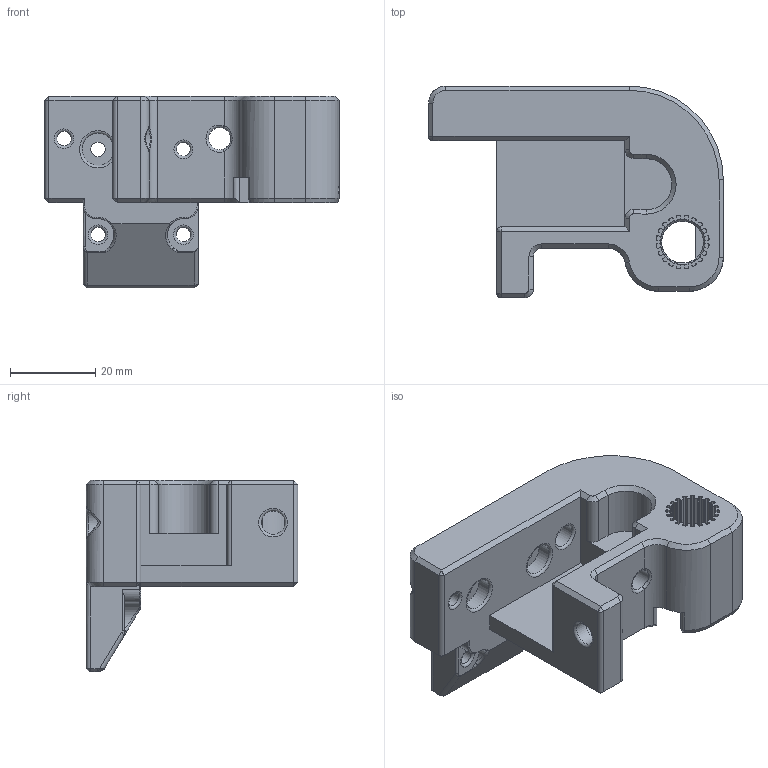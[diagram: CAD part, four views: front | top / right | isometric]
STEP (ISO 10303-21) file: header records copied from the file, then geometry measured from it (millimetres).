
FILE_DESCRIPTION(/* description */ (''),/* implementation_level */ '2;1');
FILE_NAME(/* name */ 'A-Right_Bed_Mount-T.stp',/* time_stamp */ '2021-02-12T13:18:38-08:00',/* author */ (''),/* organization */ (''),/* preprocessor_version */ 'ST-DEVELOPER v18.1',/* originating_system */ 'Autodesk Translation Framework v9.7.0.1280',/* authorisation */ '');
FILE_SCHEMA (('AUTOMOTIVE_DESIGN { 1 0 10303 214 3 1 1 }'));
Length unit declared in the file: millimetre
Products named in the file (1): Right MicroXY
Bounding box: 69.05 x 49.6 x 45 mm (x, y, z)
Volume: 46191.7 mm3; surface area: 15610.4 mm2
Topology: 1 solids, 1 shells, 376 faces, 1063 edges, 688 vertices
Faces by surface type: plane 141, bspline 93, cylinder 91, cone 30, torus 21
Full cylindrical faces by diameter (mm): 1.6 x2, 2.529 x1, 3.2 x1, 3.4 x5, 5.2 x3, 5.5 x2, 6.5 x1, 7.5 x2, 9.8 x1, 10 x2
Entity records: 16725 total; most frequent: CARTESIAN_POINT 7487, ORIENTED_EDGE 2116, DIRECTION 1646, EDGE_CURVE 1058, VERTEX_POINT 688, AXIS2_PLACEMENT_3D 578, LINE 490, VECTOR 490
